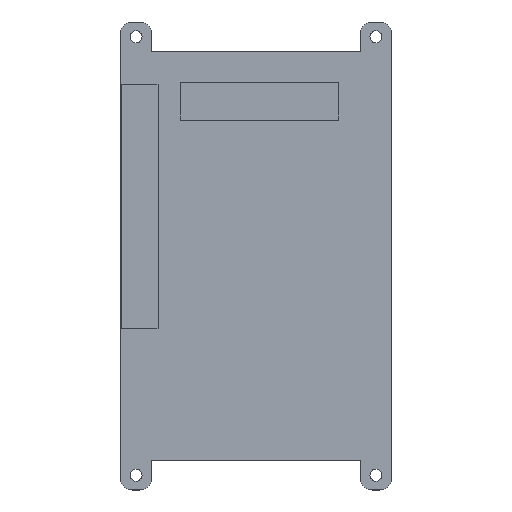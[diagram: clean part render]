
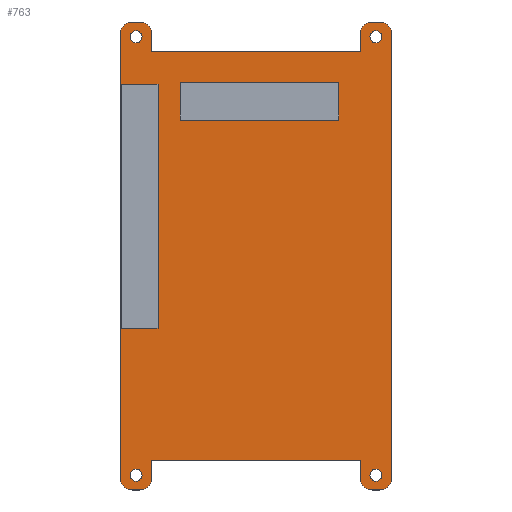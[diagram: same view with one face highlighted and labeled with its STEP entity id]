
A CAD part, top view. The second image highlights one B-rep face of the part: STEP entity #763.
In plain terms, the highlighted planar face has unit normal (0, 0, 1).
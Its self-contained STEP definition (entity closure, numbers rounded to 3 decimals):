
#17=FACE_BOUND('',#118,.T.);
#18=FACE_BOUND('',#119,.T.);
#19=FACE_BOUND('',#120,.T.);
#20=FACE_BOUND('',#121,.T.);
#21=FACE_BOUND('',#122,.T.);
#22=FACE_BOUND('',#123,.T.);
#28=CIRCLE('',#820,2.54);
#29=CIRCLE('',#823,2.54);
#30=CIRCLE('',#824,2.54);
#31=CIRCLE('',#825,2.54);
#32=CIRCLE('',#826,2.54);
#33=CIRCLE('',#827,2.54);
#34=CIRCLE('',#828,2.54);
#35=CIRCLE('',#829,2.54);
#36=CIRCLE('',#830,1.25);
#37=CIRCLE('',#831,1.25);
#38=CIRCLE('',#832,1.25);
#39=CIRCLE('',#833,1.25);
#75=FACE_OUTER_BOUND('',#117,.T.);
#117=EDGE_LOOP('',(#553,#554,#555,#556,#557,#558,#559,#560,#561,#562,#563,
#564,#565,#566,#567,#568,#569,#570,#571,#572));
#118=EDGE_LOOP('',(#573,#574,#575,#576));
#119=EDGE_LOOP('',(#577,#578,#579,#580));
#120=EDGE_LOOP('',(#581));
#121=EDGE_LOOP('',(#582));
#122=EDGE_LOOP('',(#583));
#123=EDGE_LOOP('',(#584));
#157=LINE('',#1096,#241);
#161=LINE('',#1104,#245);
#164=LINE('',#1110,#248);
#167=LINE('',#1115,#251);
#169=LINE('',#1121,#253);
#173=LINE('',#1129,#257);
#176=LINE('',#1135,#260);
#179=LINE('',#1140,#263);
#183=LINE('',#1154,#267);
#186=LINE('',#1160,#270);
#187=LINE('',#1164,#271);
#188=LINE('',#1168,#272);
#189=LINE('',#1170,#273);
#190=LINE('',#1172,#274);
#191=LINE('',#1176,#275);
#192=LINE('',#1180,#276);
#193=LINE('',#1184,#277);
#194=LINE('',#1188,#278);
#195=LINE('',#1190,#279);
#196=LINE('',#1192,#280);
#241=VECTOR('',#878,10.);
#245=VECTOR('',#884,10.);
#248=VECTOR('',#889,10.);
#251=VECTOR('',#894,10.);
#253=VECTOR('',#900,10.);
#257=VECTOR('',#906,10.);
#260=VECTOR('',#911,10.);
#263=VECTOR('',#916,10.);
#267=VECTOR('',#930,10.);
#270=VECTOR('',#935,10.);
#271=VECTOR('',#938,10.);
#272=VECTOR('',#941,10.);
#273=VECTOR('',#942,10.);
#274=VECTOR('',#943,10.);
#275=VECTOR('',#946,10.);
#276=VECTOR('',#949,10.);
#277=VECTOR('',#952,10.);
#278=VECTOR('',#955,10.);
#279=VECTOR('',#956,10.);
#280=VECTOR('',#957,10.);
#325=VERTEX_POINT('',#1094);
#326=VERTEX_POINT('',#1095);
#329=VERTEX_POINT('',#1103);
#331=VERTEX_POINT('',#1109);
#333=VERTEX_POINT('',#1119);
#334=VERTEX_POINT('',#1120);
#337=VERTEX_POINT('',#1128);
#339=VERTEX_POINT('',#1134);
#343=VERTEX_POINT('',#1147);
#344=VERTEX_POINT('',#1149);
#345=VERTEX_POINT('',#1153);
#347=VERTEX_POINT('',#1159);
#348=VERTEX_POINT('',#1161);
#349=VERTEX_POINT('',#1163);
#350=VERTEX_POINT('',#1165);
#351=VERTEX_POINT('',#1167);
#352=VERTEX_POINT('',#1169);
#353=VERTEX_POINT('',#1171);
#354=VERTEX_POINT('',#1173);
#355=VERTEX_POINT('',#1175);
#356=VERTEX_POINT('',#1177);
#357=VERTEX_POINT('',#1179);
#358=VERTEX_POINT('',#1181);
#359=VERTEX_POINT('',#1183);
#360=VERTEX_POINT('',#1185);
#361=VERTEX_POINT('',#1187);
#362=VERTEX_POINT('',#1189);
#363=VERTEX_POINT('',#1191);
#364=VERTEX_POINT('',#1194);
#365=VERTEX_POINT('',#1196);
#366=VERTEX_POINT('',#1198);
#367=VERTEX_POINT('',#1200);
#397=EDGE_CURVE('',#325,#326,#157,.T.);
#401=EDGE_CURVE('',#326,#329,#161,.T.);
#404=EDGE_CURVE('',#329,#331,#164,.T.);
#407=EDGE_CURVE('',#331,#325,#167,.T.);
#409=EDGE_CURVE('',#333,#334,#169,.T.);
#413=EDGE_CURVE('',#334,#337,#173,.T.);
#416=EDGE_CURVE('',#337,#339,#176,.T.);
#419=EDGE_CURVE('',#339,#333,#179,.T.);
#423=EDGE_CURVE('',#343,#344,#28,.T.);
#425=EDGE_CURVE('',#345,#344,#183,.T.);
#428=EDGE_CURVE('',#343,#347,#186,.T.);
#429=EDGE_CURVE('',#348,#347,#29,.T.);
#430=EDGE_CURVE('',#349,#348,#187,.T.);
#431=EDGE_CURVE('',#350,#349,#30,.T.);
#432=EDGE_CURVE('',#351,#350,#188,.T.);
#433=EDGE_CURVE('',#351,#352,#189,.T.);
#434=EDGE_CURVE('',#352,#353,#190,.T.);
#435=EDGE_CURVE('',#354,#353,#31,.T.);
#436=EDGE_CURVE('',#354,#355,#191,.T.);
#437=EDGE_CURVE('',#356,#355,#32,.T.);
#438=EDGE_CURVE('',#356,#357,#192,.T.);
#439=EDGE_CURVE('',#358,#357,#33,.T.);
#440=EDGE_CURVE('',#359,#358,#193,.T.);
#441=EDGE_CURVE('',#360,#359,#34,.T.);
#442=EDGE_CURVE('',#361,#360,#194,.T.);
#443=EDGE_CURVE('',#361,#362,#195,.T.);
#444=EDGE_CURVE('',#362,#363,#196,.T.);
#445=EDGE_CURVE('',#345,#363,#35,.T.);
#446=EDGE_CURVE('',#364,#364,#36,.T.);
#447=EDGE_CURVE('',#365,#365,#37,.T.);
#448=EDGE_CURVE('',#366,#366,#38,.T.);
#449=EDGE_CURVE('',#367,#367,#39,.T.);
#553=ORIENTED_EDGE('',*,*,#423,.F.);
#554=ORIENTED_EDGE('',*,*,#428,.T.);
#555=ORIENTED_EDGE('',*,*,#429,.F.);
#556=ORIENTED_EDGE('',*,*,#430,.F.);
#557=ORIENTED_EDGE('',*,*,#431,.F.);
#558=ORIENTED_EDGE('',*,*,#432,.F.);
#559=ORIENTED_EDGE('',*,*,#433,.T.);
#560=ORIENTED_EDGE('',*,*,#434,.T.);
#561=ORIENTED_EDGE('',*,*,#435,.F.);
#562=ORIENTED_EDGE('',*,*,#436,.T.);
#563=ORIENTED_EDGE('',*,*,#437,.F.);
#564=ORIENTED_EDGE('',*,*,#438,.T.);
#565=ORIENTED_EDGE('',*,*,#439,.F.);
#566=ORIENTED_EDGE('',*,*,#440,.F.);
#567=ORIENTED_EDGE('',*,*,#441,.F.);
#568=ORIENTED_EDGE('',*,*,#442,.F.);
#569=ORIENTED_EDGE('',*,*,#443,.T.);
#570=ORIENTED_EDGE('',*,*,#444,.T.);
#571=ORIENTED_EDGE('',*,*,#445,.F.);
#572=ORIENTED_EDGE('',*,*,#425,.T.);
#573=ORIENTED_EDGE('',*,*,#397,.T.);
#574=ORIENTED_EDGE('',*,*,#401,.T.);
#575=ORIENTED_EDGE('',*,*,#404,.T.);
#576=ORIENTED_EDGE('',*,*,#407,.T.);
#577=ORIENTED_EDGE('',*,*,#409,.T.);
#578=ORIENTED_EDGE('',*,*,#413,.T.);
#579=ORIENTED_EDGE('',*,*,#416,.T.);
#580=ORIENTED_EDGE('',*,*,#419,.T.);
#581=ORIENTED_EDGE('',*,*,#446,.T.);
#582=ORIENTED_EDGE('',*,*,#447,.T.);
#583=ORIENTED_EDGE('',*,*,#448,.T.);
#584=ORIENTED_EDGE('',*,*,#449,.T.);
#732=PLANE('',#822);
#763=ADVANCED_FACE('',(#75,#17,#18,#19,#20,#21,#22),#732,.T.);
#820=AXIS2_PLACEMENT_3D('',#1150,#925,#926);
#822=AXIS2_PLACEMENT_3D('',#1158,#933,#934);
#823=AXIS2_PLACEMENT_3D('',#1162,#936,#937);
#824=AXIS2_PLACEMENT_3D('',#1166,#939,#940);
#825=AXIS2_PLACEMENT_3D('',#1174,#944,#945);
#826=AXIS2_PLACEMENT_3D('',#1178,#947,#948);
#827=AXIS2_PLACEMENT_3D('',#1182,#950,#951);
#828=AXIS2_PLACEMENT_3D('',#1186,#953,#954);
#829=AXIS2_PLACEMENT_3D('',#1193,#958,#959);
#830=AXIS2_PLACEMENT_3D('',#1195,#960,#961);
#831=AXIS2_PLACEMENT_3D('',#1197,#962,#963);
#832=AXIS2_PLACEMENT_3D('',#1199,#964,#965);
#833=AXIS2_PLACEMENT_3D('',#1201,#966,#967);
#878=DIRECTION('',(0.,1.,0.));
#884=DIRECTION('',(1.,0.,0.));
#889=DIRECTION('',(0.,-1.,0.));
#894=DIRECTION('',(-1.,0.,0.));
#900=DIRECTION('',(0.,-1.,0.));
#906=DIRECTION('',(-1.,0.,0.));
#911=DIRECTION('',(0.,1.,0.));
#916=DIRECTION('',(1.,0.,0.));
#925=DIRECTION('center_axis',(0.,0.,-1.));
#926=DIRECTION('ref_axis',(-0.707,0.707,0.));
#930=DIRECTION('',(-1.,0.,0.));
#933=DIRECTION('center_axis',(0.,0.,1.));
#934=DIRECTION('ref_axis',(1.,0.,0.));
#935=DIRECTION('',(0.,-1.,0.));
#936=DIRECTION('center_axis',(0.,0.,-1.));
#937=DIRECTION('ref_axis',(-0.707,-0.707,0.));
#938=DIRECTION('',(-1.,0.,0.));
#939=DIRECTION('center_axis',(0.,0.,-1.));
#940=DIRECTION('ref_axis',(0.707,-0.707,0.));
#941=DIRECTION('',(0.,-1.,0.));
#942=DIRECTION('',(1.,0.,0.));
#943=DIRECTION('',(0.,-1.,0.));
#944=DIRECTION('center_axis',(0.,0.,-1.));
#945=DIRECTION('ref_axis',(-0.707,-0.707,0.));
#946=DIRECTION('',(1.,0.,0.));
#947=DIRECTION('center_axis',(0.,0.,-1.));
#948=DIRECTION('ref_axis',(0.707,-0.707,0.));
#949=DIRECTION('',(0.,1.,0.));
#950=DIRECTION('center_axis',(0.,0.,-1.));
#951=DIRECTION('ref_axis',(0.707,0.707,0.));
#952=DIRECTION('',(1.,0.,0.));
#953=DIRECTION('center_axis',(0.,0.,-1.));
#954=DIRECTION('ref_axis',(-0.707,0.707,0.));
#955=DIRECTION('',(0.,1.,0.));
#956=DIRECTION('',(-1.,0.,0.));
#957=DIRECTION('',(0.,1.,0.));
#958=DIRECTION('center_axis',(0.,0.,-1.));
#959=DIRECTION('ref_axis',(0.707,0.707,0.));
#960=DIRECTION('center_axis',(0.,0.,-1.));
#961=DIRECTION('ref_axis',(1.,0.,0.));
#962=DIRECTION('center_axis',(0.,0.,-1.));
#963=DIRECTION('ref_axis',(1.,0.,0.));
#964=DIRECTION('center_axis',(0.,0.,-1.));
#965=DIRECTION('ref_axis',(1.,0.,0.));
#966=DIRECTION('center_axis',(0.,0.,-1.));
#967=DIRECTION('ref_axis',(1.,0.,0.));
#1094=CARTESIAN_POINT('',(0.254,27.43,0.));
#1095=CARTESIAN_POINT('',(0.254,78.23,0.));
#1096=CARTESIAN_POINT('',(0.254,60.355,0.));
#1103=CARTESIAN_POINT('',(7.874,78.23,0.));
#1104=CARTESIAN_POINT('',(18.067,78.23,0.));
#1109=CARTESIAN_POINT('',(7.874,27.43,0.));
#1110=CARTESIAN_POINT('',(7.874,34.955,0.));
#1115=CARTESIAN_POINT('',(14.257,27.43,0.));
#1119=CARTESIAN_POINT('',(45.46,78.605,0.));
#1120=CARTESIAN_POINT('',(45.46,70.735,0.));
#1121=CARTESIAN_POINT('',(45.46,56.608,0.));
#1128=CARTESIAN_POINT('',(12.46,70.735,0.));
#1129=CARTESIAN_POINT('',(20.36,70.735,0.));
#1134=CARTESIAN_POINT('',(12.46,78.605,0.));
#1135=CARTESIAN_POINT('',(12.46,60.543,0.));
#1140=CARTESIAN_POINT('',(36.86,78.605,0.));
#1147=CARTESIAN_POINT('',(0.,88.62,0.));
#1149=CARTESIAN_POINT('',(2.54,91.16,0.));
#1150=CARTESIAN_POINT('Origin',(2.54,88.62,0.));
#1153=CARTESIAN_POINT('',(4.06,91.16,0.));
#1154=CARTESIAN_POINT('',(6.6,91.16,0.));
#1158=CARTESIAN_POINT('Origin',(28.26,42.48,0.));
#1159=CARTESIAN_POINT('',(0.,-3.66,0.));
#1160=CARTESIAN_POINT('',(0.,91.16,0.));
#1161=CARTESIAN_POINT('',(2.54,-6.2,0.));
#1162=CARTESIAN_POINT('Origin',(2.54,-3.66,0.));
#1163=CARTESIAN_POINT('',(4.06,-6.2,0.));
#1164=CARTESIAN_POINT('',(6.6,-6.2,0.));
#1165=CARTESIAN_POINT('',(6.6,-3.66,0.));
#1166=CARTESIAN_POINT('Origin',(4.06,-3.66,0.));
#1167=CARTESIAN_POINT('',(6.6,0.,0.));
#1168=CARTESIAN_POINT('',(6.6,0.,0.));
#1169=CARTESIAN_POINT('',(49.92,0.,0.));
#1170=CARTESIAN_POINT('',(0.,0.,0.));
#1171=CARTESIAN_POINT('',(49.92,-3.66,0.));
#1172=CARTESIAN_POINT('',(49.92,0.,0.));
#1173=CARTESIAN_POINT('',(52.46,-6.2,0.));
#1174=CARTESIAN_POINT('Origin',(52.46,-3.66,0.));
#1175=CARTESIAN_POINT('',(53.98,-6.2,0.));
#1176=CARTESIAN_POINT('',(49.92,-6.2,0.));
#1177=CARTESIAN_POINT('',(56.52,-3.66,0.));
#1178=CARTESIAN_POINT('Origin',(53.98,-3.66,0.));
#1179=CARTESIAN_POINT('',(56.52,88.62,0.));
#1180=CARTESIAN_POINT('',(56.52,-6.2,0.));
#1181=CARTESIAN_POINT('',(53.98,91.16,0.));
#1182=CARTESIAN_POINT('Origin',(53.98,88.62,0.));
#1183=CARTESIAN_POINT('',(52.46,91.16,0.));
#1184=CARTESIAN_POINT('',(49.92,91.16,0.));
#1185=CARTESIAN_POINT('',(49.92,88.62,0.));
#1186=CARTESIAN_POINT('Origin',(52.46,88.62,0.));
#1187=CARTESIAN_POINT('',(49.92,84.96,0.));
#1188=CARTESIAN_POINT('',(49.92,84.96,0.));
#1189=CARTESIAN_POINT('',(6.6,84.96,0.));
#1190=CARTESIAN_POINT('',(56.52,84.96,0.));
#1191=CARTESIAN_POINT('',(6.6,88.62,0.));
#1192=CARTESIAN_POINT('',(6.6,84.96,0.));
#1193=CARTESIAN_POINT('Origin',(4.06,88.62,0.));
#1194=CARTESIAN_POINT('',(51.97,-3.1,0.));
#1195=CARTESIAN_POINT('Origin',(53.22,-3.1,0.));
#1196=CARTESIAN_POINT('',(51.97,88.06,0.));
#1197=CARTESIAN_POINT('Origin',(53.22,88.06,0.));
#1198=CARTESIAN_POINT('',(2.05,88.06,0.));
#1199=CARTESIAN_POINT('Origin',(3.3,88.06,0.));
#1200=CARTESIAN_POINT('',(2.05,-3.1,0.));
#1201=CARTESIAN_POINT('Origin',(3.3,-3.1,0.));
